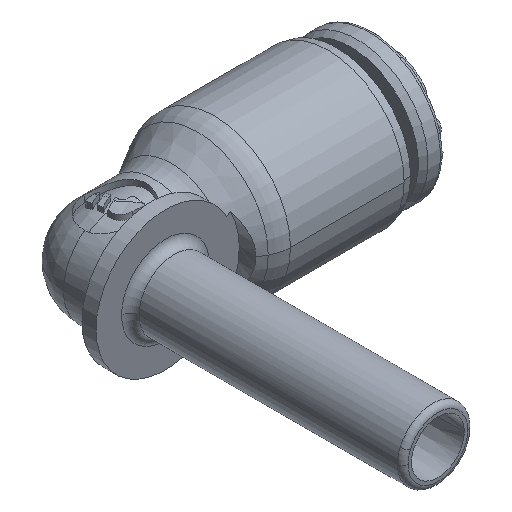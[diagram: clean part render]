
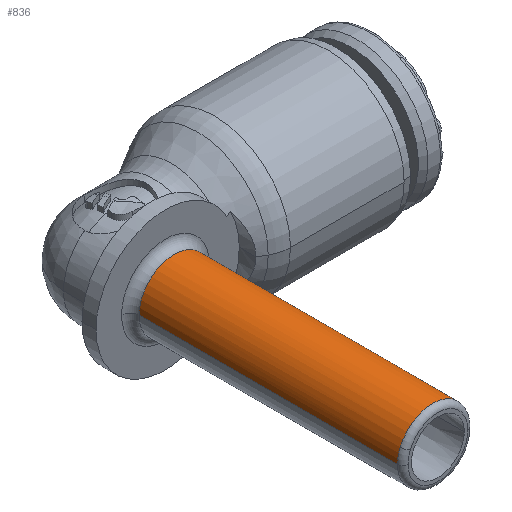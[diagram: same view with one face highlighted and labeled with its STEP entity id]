
A CAD part, isometric view. The second image highlights one B-rep face of the part: STEP entity #836.
In plain terms, the highlighted cylindrical face has radius 2 mm (diameter 4 mm), a partial arc.
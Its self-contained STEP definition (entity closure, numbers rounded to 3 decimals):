
#836=ADVANCED_FACE('',(#2278),#2279,.T.);
#2278=FACE_OUTER_BOUND('',#5485,.T.);
#2279=CYLINDRICAL_SURFACE('',#5486,2.0);
#5485=EDGE_LOOP('',(#11212,#11213,#11214,#11215,#11216));
#5486=AXIS2_PLACEMENT_3D('',#11217,#11218,#11219);
#11212=ORIENTED_EDGE('',*,*,#13189,.F.);
#11213=ORIENTED_EDGE('',*,*,#12871,.F.);
#11214=ORIENTED_EDGE('',*,*,#13190,.T.);
#11215=ORIENTED_EDGE('',*,*,#12875,.F.);
#11216=ORIENTED_EDGE('',*,*,#13188,.F.);
#11217=CARTESIAN_POINT('',(0.0,-19.415,0.0));
#11218=DIRECTION('',(0.0,-1.0,0.0));
#11219=DIRECTION('',(1.0,0.0,0.0));
#12871=EDGE_CURVE('',#15652,#15647,#15654,.T.);
#12875=EDGE_CURVE('',#15657,#15660,#15661,.T.);
#13188=EDGE_CURVE('',#16163,#15657,#16166,.T.);
#13189=EDGE_CURVE('',#15647,#16163,#16167,.T.);
#13190=EDGE_CURVE('',#15652,#15660,#16168,.T.);
#15647=VERTEX_POINT('',#21319);
#15652=VERTEX_POINT('',#21324);
#15654=CIRCLE('',#21326,2.0);
#15657=VERTEX_POINT('',#21329);
#15660=VERTEX_POINT('',#21332);
#15661=CIRCLE('',#21333,2.0);
#16163=VERTEX_POINT('',#23326);
#16166=CIRCLE('',#23329,2.0);
#16167=LINE('',#23330,#23331);
#16168=LINE('',#23332,#23333);
#21319=CARTESIAN_POINT('',(2.,-3.35,0.002));
#21324=CARTESIAN_POINT('',(-2.,-3.35,-0.002));
#21326=AXIS2_PLACEMENT_3D('',#25299,#25300,#25301);
#21329=CARTESIAN_POINT('',(-1.847,-18.05,0.766));
#21332=CARTESIAN_POINT('',(-2.0,-18.05,0.0));
#21333=AXIS2_PLACEMENT_3D('',#25311,#25312,#25313);
#23326=CARTESIAN_POINT('',(2.,-18.05,-0.003));
#23329=AXIS2_PLACEMENT_3D('',#25811,#25812,#25813);
#23330=CARTESIAN_POINT('',(2.0,-3.35,0.0));
#23331=VECTOR('',#25814,14.7);
#23332=CARTESIAN_POINT('',(-2.0,-3.35,0.0));
#23333=VECTOR('',#25815,14.7);
#25299=CARTESIAN_POINT('',(0.0,-3.35,0.0));
#25300=DIRECTION('',(0.0,1.0,0.0));
#25301=DIRECTION('',(-1.0,0.0,0.0));
#25311=CARTESIAN_POINT('',(0.0,-18.05,0.0));
#25312=DIRECTION('',(0.0,-1.0,0.0));
#25313=DIRECTION('',(1.0,0.0,0.0));
#25811=CARTESIAN_POINT('',(0.0,-18.05,0.0));
#25812=DIRECTION('',(0.0,-1.0,0.0));
#25813=DIRECTION('',(1.0,0.0,0.0));
#25814=DIRECTION('',(0.0,-1.0,0.0));
#25815=DIRECTION('',(0.0,-1.0,0.0));
